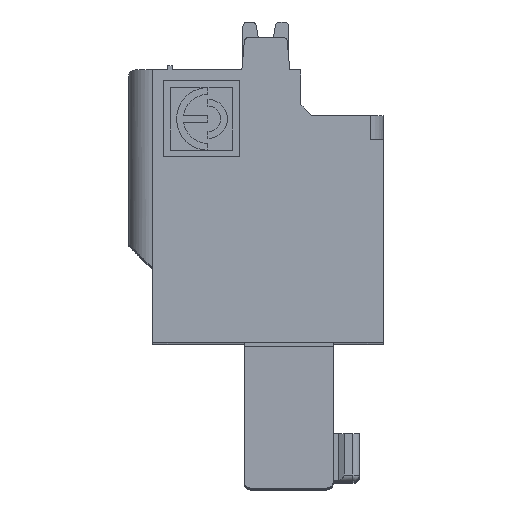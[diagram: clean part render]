
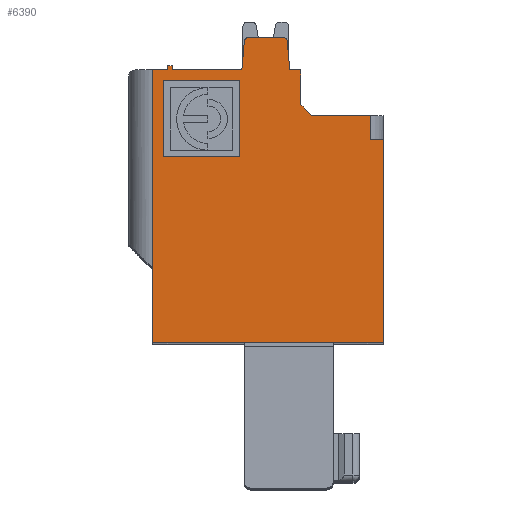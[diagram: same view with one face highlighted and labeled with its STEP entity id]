
A CAD part, top view. The second image highlights one B-rep face of the part: STEP entity #6390.
In plain terms, the highlighted planar face has unit normal (0, 0, 1).
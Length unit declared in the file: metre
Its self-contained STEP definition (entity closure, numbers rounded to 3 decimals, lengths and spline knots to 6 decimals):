
#6390=ADVANCED_FACE('',(#14730,#14731),#14732,.F.);
#6512=EDGE_CURVE('',#14959,#14956,#14960,.T.);
#14730=FACE_BOUND('',#24902,.T.);
#14731=FACE_OUTER_BOUND('',#24903,.T.);
#14732=PLANE('',#24904);
#14956=VERTEX_POINT('',#25181);
#14959=VERTEX_POINT('',#25186);
#14960=LINE('',#25187,#25188);
#15188=VERTEX_POINT('',#25567);
#15362=VERTEX_POINT('',#25984);
#15483=VERTEX_POINT('',#26169);
#15538=VERTEX_POINT('',#26285);
#15542=VERTEX_POINT('',#26291);
#20202=VERTEX_POINT('',#36624);
#20217=VERTEX_POINT('',#36649);
#20223=VERTEX_POINT('',#36658);
#20227=VERTEX_POINT('',#36664);
#24902=EDGE_LOOP('',(#50432,#50433,#50434,#50435));
#24903=EDGE_LOOP('',(#50436,#50437,#50438,#50439,#50440,#50441,#50442,#50443,#50444,#50445,#50446,#50447,#50448,#50449,#50450,#50451,#50452,#50453,#50454));
#24904=AXIS2_PLACEMENT_3D('',#50455,#50456,#50457);
#25181=CARTESIAN_POINT('',(0.2506,0.0093,-0.0148));
#25186=CARTESIAN_POINT('',(0.2506,0.0,-0.0148));
#25187=CARTESIAN_POINT('',(0.2506,0.0,-0.0148));
#25188=VECTOR('',#51023,1.0);
#25567=CARTESIAN_POINT('',(0.25,0.0093,-0.0148));
#25984=CARTESIAN_POINT('',(0.2407,0.0127,-0.0148));
#26169=CARTESIAN_POINT('',(0.2407,0.0125,-0.0148));
#26285=CARTESIAN_POINT('',(0.246185,0.013817,-0.0148));
#26291=CARTESIAN_POINT('',(0.2463,0.0125,-0.0148));
#36624=CARTESIAN_POINT('',(0.244215,0.013817,-0.0148));
#36649=CARTESIAN_POINT('',(0.2441,0.0125,-0.0148));
#36658=CARTESIAN_POINT('',(0.2409,0.0125,-0.0148));
#36664=CARTESIAN_POINT('',(0.2409,0.0127,-0.0148));
#50432=ORIENTED_EDGE('',*,*,#53430,.T.);
#50433=ORIENTED_EDGE('',*,*,#53693,.T.);
#50434=ORIENTED_EDGE('',*,*,#56822,.T.);
#50435=ORIENTED_EDGE('',*,*,#56825,.T.);
#50436=ORIENTED_EDGE('',*,*,#53244,.T.);
#50437=ORIENTED_EDGE('',*,*,#56704,.T.);
#50438=ORIENTED_EDGE('',*,*,#56826,.F.);
#50439=ORIENTED_EDGE('',*,*,#53457,.T.);
#50440=ORIENTED_EDGE('',*,*,#56811,.T.);
#50441=ORIENTED_EDGE('',*,*,#56827,.T.);
#50442=ORIENTED_EDGE('',*,*,#56761,.T.);
#50443=ORIENTED_EDGE('',*,*,#56765,.T.);
#50444=ORIENTED_EDGE('',*,*,#56828,.F.);
#50445=ORIENTED_EDGE('',*,*,#56802,.T.);
#50446=ORIENTED_EDGE('',*,*,#56829,.F.);
#50447=ORIENTED_EDGE('',*,*,#53351,.F.);
#50448=ORIENTED_EDGE('',*,*,#56806,.F.);
#50449=ORIENTED_EDGE('',*,*,#56830,.F.);
#50450=ORIENTED_EDGE('',*,*,#53654,.T.);
#50451=ORIENTED_EDGE('',*,*,#6512,.T.);
#50452=ORIENTED_EDGE('',*,*,#53135,.F.);
#50453=ORIENTED_EDGE('',*,*,#53144,.F.);
#50454=ORIENTED_EDGE('',*,*,#53241,.F.);
#50455=CARTESIAN_POINT('',(0.254572,0.033759,-0.0148));
#50456=DIRECTION('',(0.0,0.,-1.0));
#50457=DIRECTION('',(-1.0,0.0,0.0));
#51023=DIRECTION('',(0.0,1.0,0.));
#53135=EDGE_CURVE('',#15188,#14956,#56944,.T.);
#53144=EDGE_CURVE('',#56952,#15188,#56954,.T.);
#53241=EDGE_CURVE('',#57098,#56952,#57100,.T.);
#53244=EDGE_CURVE('',#57098,#57102,#57104,.T.);
#53351=EDGE_CURVE('',#15483,#15362,#57247,.T.);
#53430=EDGE_CURVE('',#57379,#57377,#57380,.T.);
#53457=EDGE_CURVE('',#15542,#15538,#57417,.T.);
#53654=EDGE_CURVE('',#57675,#14959,#57677,.T.);
#53693=EDGE_CURVE('',#57377,#57717,#57719,.T.);
#56704=EDGE_CURVE('',#57102,#61392,#61394,.T.);
#56761=EDGE_CURVE('',#61455,#20202,#61456,.T.);
#56765=EDGE_CURVE('',#20202,#20217,#61460,.T.);
#56802=EDGE_CURVE('',#20223,#20227,#61510,.T.);
#56806=EDGE_CURVE('',#61513,#15483,#61515,.T.);
#56811=EDGE_CURVE('',#15538,#61519,#61521,.T.);
#56822=EDGE_CURVE('',#57717,#61532,#61533,.T.);
#56825=EDGE_CURVE('',#61532,#57379,#61536,.T.);
#56826=EDGE_CURVE('',#15542,#61392,#61537,.T.);
#56827=EDGE_CURVE('',#61519,#61455,#61538,.T.);
#56828=EDGE_CURVE('',#20223,#20217,#61539,.T.);
#56829=EDGE_CURVE('',#15362,#20227,#61540,.T.);
#56830=EDGE_CURVE('',#57675,#61513,#61541,.T.);
#56944=LINE('',#61684,#61685);
#56952=VERTEX_POINT('',#61695);
#56954=LINE('',#61698,#61699);
#57098=VERTEX_POINT('',#61891);
#57100=LINE('',#61894,#61895);
#57102=VERTEX_POINT('',#61897);
#57104=LINE('',#61900,#61901);
#57247=LINE('',#62106,#62107);
#57377=VERTEX_POINT('',#62309);
#57379=VERTEX_POINT('',#62312);
#57380=LINE('',#62313,#62314);
#57417=LINE('',#62365,#62366);
#57675=VERTEX_POINT('',#62755);
#57677=LINE('',#62758,#62759);
#57717=VERTEX_POINT('',#62814);
#57719=LINE('',#62817,#62818);
#61392=VERTEX_POINT('',#67970);
#61394=LINE('',#67973,#67974);
#61455=VERTEX_POINT('',#68047);
#61456=CIRCLE('',#68048,0.0002);
#61460=LINE('',#68053,#68054);
#61510=LINE('',#68126,#68127);
#61513=VERTEX_POINT('',#68131);
#61515=LINE('',#68134,#68135);
#61519=VERTEX_POINT('',#68141);
#61521=CIRCLE('',#68144,0.0002);
#61532=VERTEX_POINT('',#68159);
#61533=LINE('',#68160,#68161);
#61536=LINE('',#68165,#68166);
#61537=LINE('',#68167,#68168);
#61538=LINE('',#68169,#68170);
#61539=LINE('',#68171,#68172);
#61540=LINE('',#68173,#68174);
#61541=LINE('',#68175,#68176);
#61684=CARTESIAN_POINT('',(0.25,0.0093,-0.0148));
#61685=VECTOR('',#68293,1.0);
#61695=CARTESIAN_POINT('',(0.25,0.0104,-0.0148));
#61698=CARTESIAN_POINT('',(0.25,0.0125,-0.0148));
#61699=VECTOR('',#68297,1.0);
#61891=CARTESIAN_POINT('',(0.247307,0.0104,-0.0148));
#61894=CARTESIAN_POINT('',(0.254572,0.0104,-0.0148));
#61895=VECTOR('',#68437,1.0);
#61897=CARTESIAN_POINT('',(0.246811,0.010896,-0.0148));
#61900=CARTESIAN_POINT('',(0.239267,0.01844,-0.0148));
#61901=VECTOR('',#68439,1.0);
#62106=CARTESIAN_POINT('',(0.2407,0.0125,-0.0148));
#62107=VECTOR('',#68571,1.0);
#62309=CARTESIAN_POINT('',(0.244,0.0085,-0.0148));
#62312=CARTESIAN_POINT('',(0.244,0.012,-0.0148));
#62313=CARTESIAN_POINT('',(0.244,0.033759,-0.0148));
#62314=VECTOR('',#68654,1.0);
#62365=CARTESIAN_POINT('',(0.2463,0.0125,-0.0148));
#62366=VECTOR('',#68678,1.0);
#62755=CARTESIAN_POINT('',(0.24,0.0,-0.0148));
#62758=CARTESIAN_POINT('',(0.236699,0.0,-0.0148));
#62759=VECTOR('',#68883,1.0);
#62814=CARTESIAN_POINT('',(0.2405,0.0085,-0.0148));
#62817=CARTESIAN_POINT('',(0.254072,0.0085,-0.0148));
#62818=VECTOR('',#68903,1.0);
#67970=CARTESIAN_POINT('',(0.246811,0.0125,-0.0148));
#67973=CARTESIAN_POINT('',(0.246811,0.033759,-0.0148));
#67974=VECTOR('',#71093,1.0);
#68047=CARTESIAN_POINT('',(0.244414,0.014,-0.0148));
#68048=AXIS2_PLACEMENT_3D('',#71127,#71128,#71129);
#68053=CARTESIAN_POINT('',(0.244215,0.013817,-0.0148));
#68054=VECTOR('',#71131,1.0);
#68126=CARTESIAN_POINT('',(0.2409,0.0125,-0.0148));
#68127=VECTOR('',#71160,1.0);
#68131=CARTESIAN_POINT('',(0.24,0.0125,-0.0148));
#68134=CARTESIAN_POINT('',(0.24,0.0125,-0.0148));
#68135=VECTOR('',#71163,1.0);
#68141=CARTESIAN_POINT('',(0.245985,0.014,-0.0148));
#68144=AXIS2_PLACEMENT_3D('',#71167,#71168,#71169);
#68159=CARTESIAN_POINT('',(0.2405,0.012,-0.0148));
#68160=CARTESIAN_POINT('',(0.2405,0.033759,-0.0148));
#68161=VECTOR('',#71174,1.0);
#68165=CARTESIAN_POINT('',(0.254072,0.012,-0.0148));
#68166=VECTOR('',#71176,1.0);
#68167=CARTESIAN_POINT('',(0.2463,0.0125,-0.0148));
#68168=VECTOR('',#71177,1.0);
#68169=CARTESIAN_POINT('',(0.244475,0.014,-0.0148));
#68170=VECTOR('',#71178,1.0);
#68171=CARTESIAN_POINT('',(0.2409,0.0125,-0.0148));
#68172=VECTOR('',#71179,1.0);
#68173=CARTESIAN_POINT('',(0.2407,0.0127,-0.0148));
#68174=VECTOR('',#71180,1.0);
#68175=CARTESIAN_POINT('',(0.24,0.0118,-0.0148));
#68176=VECTOR('',#71181,1.0);
#68293=DIRECTION('',(1.0,0.0,0.0));
#68297=DIRECTION('',(0.0,-1.0,0.));
#68437=DIRECTION('',(1.0,0.,0.));
#68439=DIRECTION('',(-0.707,0.707,0.));
#68571=DIRECTION('',(0.0,1.0,0.));
#68654=DIRECTION('',(0.,-1.0,0.));
#68678=DIRECTION('',(-0.087,0.996,0.));
#68883=DIRECTION('',(1.0,0.0,0.0));
#68903=DIRECTION('',(-1.0,0.,0.));
#71093=DIRECTION('',(0.,1.0,0.));
#71127=CARTESIAN_POINT('',(0.244414,0.0138,-0.0148));
#71128=DIRECTION('',(0.0,0.,1.0));
#71129=DIRECTION('',(0.0,1.0,0.));
#71131=DIRECTION('',(-0.087,-0.996,0.));
#71160=DIRECTION('',(0.0,1.0,0.));
#71163=DIRECTION('',(1.0,0.0,0.0));
#71167=CARTESIAN_POINT('',(0.245985,0.0138,-0.0148));
#71168=DIRECTION('',(0.,0.,1.0));
#71169=DIRECTION('',(0.996,0.087,0.));
#71174=DIRECTION('',(0.,1.0,0.));
#71176=DIRECTION('',(1.0,0.,0.));
#71177=DIRECTION('',(1.0,0.0,0.0));
#71178=DIRECTION('',(-1.0,-0.0,0.0));
#71179=DIRECTION('',(1.0,0.0,0.0));
#71180=DIRECTION('',(1.0,0.0,0.0));
#71181=DIRECTION('',(0.0,1.0,0.));
